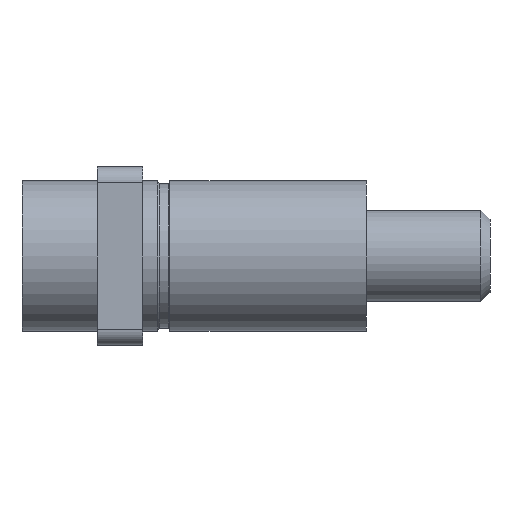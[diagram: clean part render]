
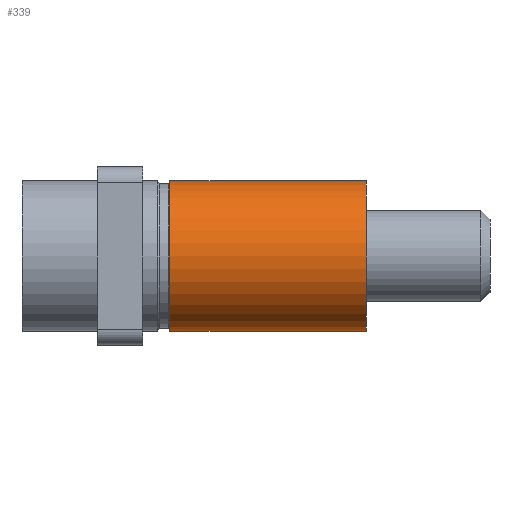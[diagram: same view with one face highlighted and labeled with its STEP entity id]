
A CAD part, left-side view. The second image highlights one B-rep face of the part: STEP entity #339.
In plain terms, the highlighted cylindrical face has radius 2.5 mm (diameter 5 mm), a partial arc.
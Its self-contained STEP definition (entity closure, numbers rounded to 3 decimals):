
#196 = EDGE_CURVE ( 'NONE', #2588, #4273, #4332, .T. ) ;
#231 = VECTOR ( 'NONE', #2587, 1000. ) ;
#261 = ORIENTED_EDGE ( 'NONE', *, *, #6522, .T. ) ;
#339 = ADVANCED_FACE ( 'NONE', ( #656 ), #4349, .T. ) ;
#462 = DIRECTION ( 'NONE',  ( 0., 0., -1. ) ) ;
#648 = DIRECTION ( 'NONE',  ( 0., -1., 0. ) ) ;
#656 = FACE_OUTER_BOUND ( 'NONE', #3397, .T. ) ;
#725 = AXIS2_PLACEMENT_3D ( 'NONE', #2730, #6311, #3250 ) ;
#888 = CARTESIAN_POINT ( 'NONE',  ( -5.682, -0.707, 2.747 ) ) ;
#895 = CARTESIAN_POINT ( 'NONE',  ( -5.682, -0.707, -2.253 ) ) ;
#1589 = DIRECTION ( 'NONE',  ( 0., -1., 0. ) ) ;
#1839 = CARTESIAN_POINT ( 'NONE',  ( -5.682, -0.707, 0.247 ) ) ;
#1922 = CARTESIAN_POINT ( 'NONE',  ( -5.682, -7.207, -2.253 ) ) ;
#2248 = CIRCLE ( 'NONE', #725, 2.5 ) ;
#2369 = DIRECTION ( 'NONE',  ( 0., 0., -1. ) ) ;
#2587 = DIRECTION ( 'NONE',  ( 0., -1., 0. ) ) ;
#2588 = VERTEX_POINT ( 'NONE', #888 ) ;
#2635 = LINE ( 'NONE', #3187, #5194 ) ;
#2730 = CARTESIAN_POINT ( 'NONE',  ( -5.682, -7.207, 0.247 ) ) ;
#3022 = VERTEX_POINT ( 'NONE', #895 ) ;
#3187 = CARTESIAN_POINT ( 'NONE',  ( -5.682, -7.207, -2.253 ) ) ;
#3250 = DIRECTION ( 'NONE',  ( 0., 0., -1. ) ) ;
#3371 = CARTESIAN_POINT ( 'NONE',  ( -5.682, -7.207, 2.747 ) ) ;
#3397 = EDGE_LOOP ( 'NONE', ( #3772, #4834, #261, #6078 ) ) ;
#3722 = AXIS2_PLACEMENT_3D ( 'NONE', #1839, #5423, #2369 ) ;
#3772 = ORIENTED_EDGE ( 'NONE', *, *, #196, .F. ) ;
#4023 = EDGE_CURVE ( 'NONE', #4273, #4864, #2248, .T. ) ;
#4273 = VERTEX_POINT ( 'NONE', #3371 ) ;
#4332 = LINE ( 'NONE', #5022, #231 ) ;
#4349 = CYLINDRICAL_SURFACE ( 'NONE', #6234, 2.5 ) ;
#4834 = ORIENTED_EDGE ( 'NONE', *, *, #6205, .T. ) ;
#4864 = VERTEX_POINT ( 'NONE', #1922 ) ;
#5022 = CARTESIAN_POINT ( 'NONE',  ( -5.682, -7.207, 2.747 ) ) ;
#5163 = CARTESIAN_POINT ( 'NONE',  ( -5.682, -7.207, 0.247 ) ) ;
#5194 = VECTOR ( 'NONE', #648, 1000. ) ;
#5423 = DIRECTION ( 'NONE',  ( 0., -1., 0. ) ) ;
#6078 = ORIENTED_EDGE ( 'NONE', *, *, #4023, .F. ) ;
#6205 = EDGE_CURVE ( 'NONE', #2588, #3022, #6316, .T. ) ;
#6234 = AXIS2_PLACEMENT_3D ( 'NONE', #5163, #1589, #462 ) ;
#6311 = DIRECTION ( 'NONE',  ( 0., -1., 0. ) ) ;
#6316 = CIRCLE ( 'NONE', #3722, 2.5 ) ;
#6522 = EDGE_CURVE ( 'NONE', #3022, #4864, #2635, .T. ) ;
